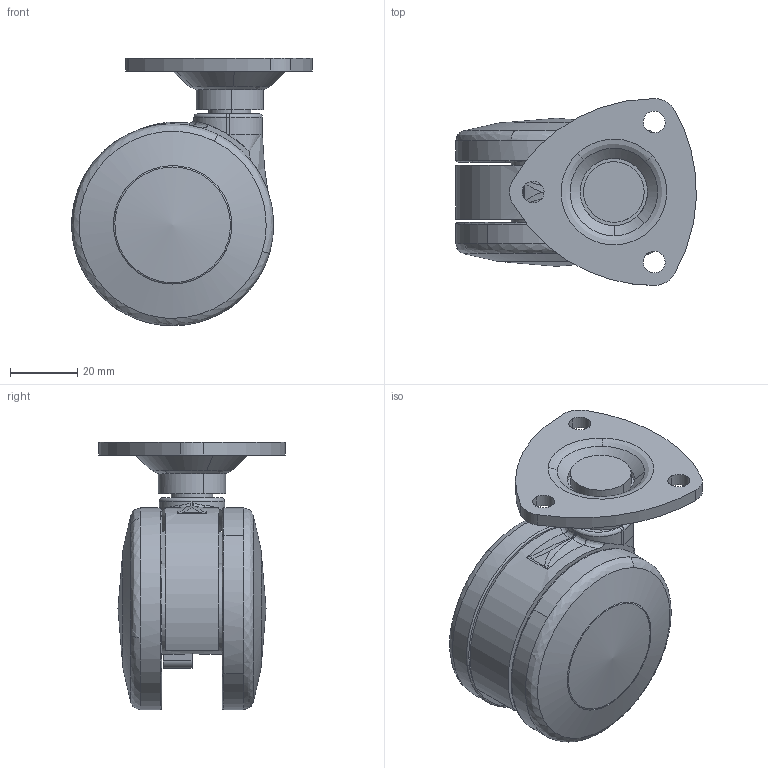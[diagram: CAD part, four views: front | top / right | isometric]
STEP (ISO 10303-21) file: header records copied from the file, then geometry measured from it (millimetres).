
FILE_DESCRIPTION((''),'2;1');
FILE_NAME('','2005-12-16T11:18:13',(''),(''),'','CADfix','');
FILE_SCHEMA(('AUTOMOTIVE_DESIGN'));
Length unit declared in the file: millimetre
Products named in the file (5): wheel; mounting plate; main shaft; body; G7_12861_36
Assembly tree (5 placements, depth 2):
  G7_12861_36
    wheel  x2
    mounting plate
    main shaft
    body
Bounding box: 71.51 x 55.57 x 79.5 mm (x, y, z)
Volume: 101825.5 mm3; surface area: 38600.2 mm2
Topology: 5 solids, 5 shells, 151 faces, 483 edges, 356 vertices
Faces by surface type: bspline 151
Entity records: 6047 total; most frequent: CARTESIAN_POINT 3740, ORIENTED_EDGE 830, EDGE_CURVE 415, VERTEX_POINT 304, EDGE_LOOP 157, FACE_OUTER_BOUND 132, ADVANCED_FACE 132, QUASI_UNIFORM_CURVE 104
